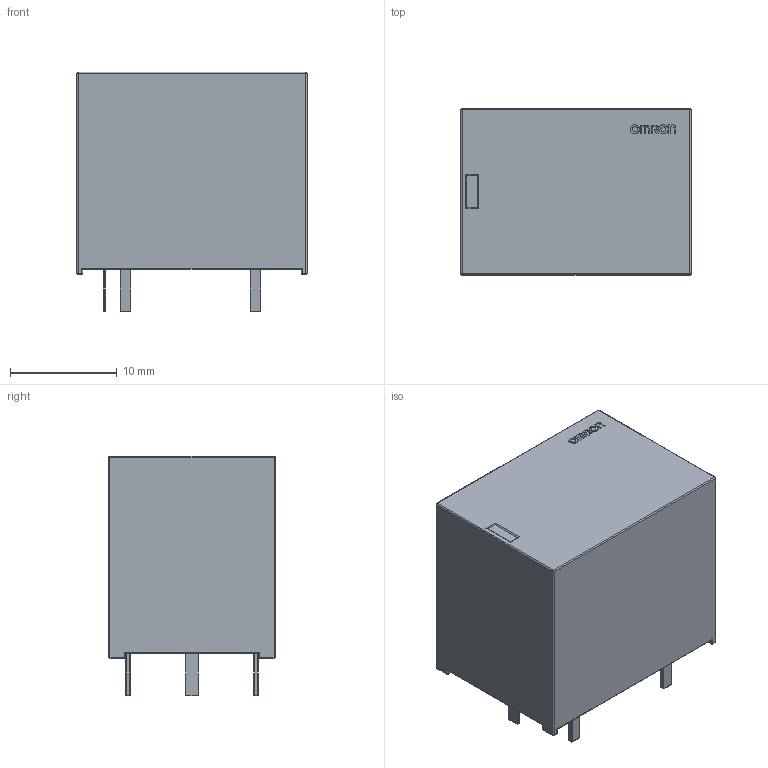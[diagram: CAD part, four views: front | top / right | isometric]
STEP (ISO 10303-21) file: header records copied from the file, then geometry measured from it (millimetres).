
FILE_DESCRIPTION(/* description */ (''),/* implementation_level */ '2;1');
FILE_NAME(/* name */ 'G5LE_1.stp',/* time_stamp */ '2021-02-23T12:02:58+02:00',/* author */ ('pc'),/* organization */ (''),/* preprocessor_version */ 'ST-DEVELOPER v17',/* originating_system */ 'Autodesk Inventor 2019',/* authorisation */ '');
FILE_SCHEMA (('AUTOMOTIVE_DESIGN { 1 0 10303 214 3 1 1 }'));
Length unit declared in the file: millimetre
Products named in the file (4): G5LE_1A; 1; 2; Omron
Assembly tree (3 placements, depth 2):
  G5LE_1A
    1
    2
    Omron
Bounding box: 21.6 x 15.6 x 22.5 mm (x, y, z)
Volume: 6242 mm3; surface area: 2111 mm2
Topology: 11 solids, 11 shells, 246 faces, 513 edges, 290 vertices
Faces by surface type: cylinder 106, plane 88, sphere 52
Full cylindrical faces by diameter (mm): 0.471 x1, 0.49 x1, 0.857 x1, 0.868 x1
Entity records: 6586 total; most frequent: DIRECTION 1227, CARTESIAN_POINT 1056, ORIENTED_EDGE 1026, EDGE_CURVE 513, AXIS2_PLACEMENT_3D 461, LINE 305, VECTOR 305, VERTEX_POINT 290
